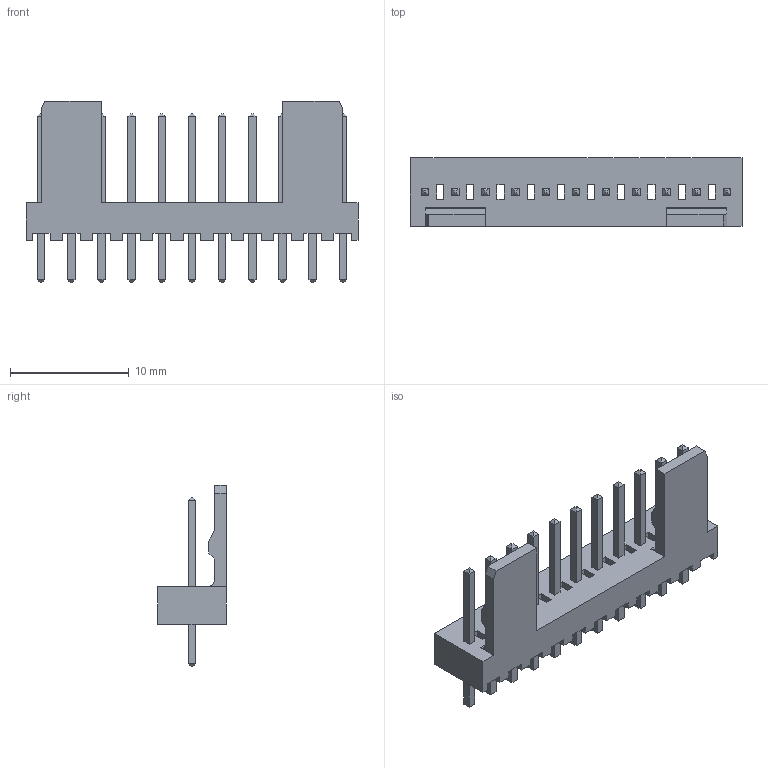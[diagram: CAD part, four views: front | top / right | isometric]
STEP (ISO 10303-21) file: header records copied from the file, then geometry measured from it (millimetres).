
FILE_DESCRIPTION(/* description */ ('model of Molex_KK-254_AE-6410-11A_1x11_P2.54mm_Vertical'),/* implementation_level */ '2;1');
FILE_NAME(/* name */ 'Molex_KK-254_AE-6410-11A_1x11_P2.54mm_Vertical.step',/* time_stamp */ '2017-12-04T15:10:39',/* author */ ('Ray Benitez',''),/* organization */ (''),/* preprocessor_version */ '',/* originating_system */ '',/* authorisation */ '');
FILE_SCHEMA(('AUTOMOTIVE_DESIGN { 1 0 10303 214 1 1 1 1 }'));
Length unit declared in the file: millimetre
Products named in the file (1): Molex_AE_6410_11A
Bounding box: 27.94 x 5.8 x 15.26 mm (x, y, z)
Volume: 580.5 mm3; surface area: 1223.1 mm2
Topology: 1 solids, 1 shells, 308 faces, 764 edges, 480 vertices
Faces by surface type: plane 306, cylinder 2
Entity records: 6039 total; most frequent: ORIENTED_EDGE 1195, CARTESIAN_POINT 991, EDGE_CURVE 764, LINE 692, VERTEX_POINT 480, FACE_BOUND 350, EDGE_LOOP 350, ADVANCED_FACE 308
